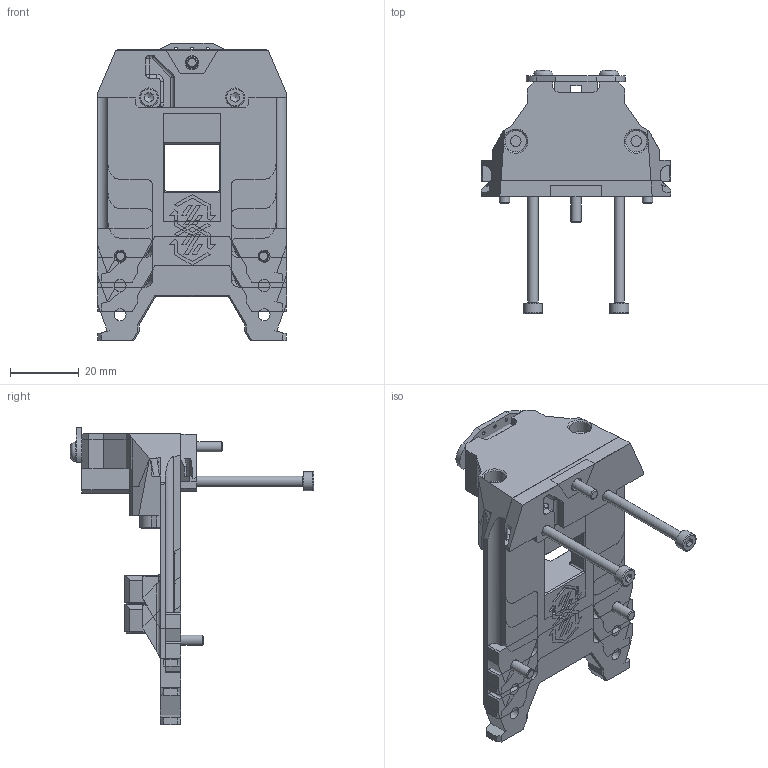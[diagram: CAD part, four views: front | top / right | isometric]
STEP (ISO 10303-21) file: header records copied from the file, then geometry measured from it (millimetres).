
FILE_DESCRIPTION(/* description */ ('','CAx-IF Rec.Pracs.---Representation and Presentation of Product Manufacturing Information (PMI)---4.0---2014-10-13'),/* implementation_level */ '2;1');
FILE_NAME(/* name */ 'Anthead.step',/* time_stamp */ '2025-03-03T12:47:18-07:00',/* author */ (''),/* organization */ (''),/* preprocessor_version */ 'ST-DEVELOPER v20',/* originating_system */ 'Autodesk Translation Framework v13.20.0.188',/* authorisation */ '');
FILE_SCHEMA (('AP242_MANAGED_MODEL_BASED_3D_ENGINEERING_MIM_LF { 1 0 10303 442 1 1 4 }'));
Products named in the file (23): Anthead SC V1.1R2; Hardware (2); Tap_Sensor; Board; Sensor; M3x6 BHCS (2); M3x6 FHCS (7) (1); M3x6 FHCS (7) (1) (1); Pins 4x12 Rounded; 3x6mm Magnet (1) (3) (2) (1); M3x40 SHCS (15) (1); M3 Threaded Insert (3); M3x12 BHCS (2) (1) (1); M3x10 BHCS (2) (1); Pins 4x12 Rounded (1); Pins 4x12 Rounded (2); Backplate; Anthead; SF; HF; UHF; Anthead_Spacer_Full; Anthead_Spacer
Assembly tree (26 placements, depth 4):
  Anthead SC V1.1R2
    Hardware (2)
      Tap_Sensor
        Board
        Sensor
        M3x6 BHCS (2)  x2
      M3x6 FHCS (7) (1)
      M3x6 FHCS (7) (1) (1)
      Pins 4x12 Rounded
      3x6mm Magnet (1) (3) (2) (1)
      M3x40 SHCS (15) (1)  x2
      M3x10 BHCS (2) (1)  x2
      M3 Threaded Insert (3)  x2
      M3x12 BHCS (2) (1) (1)
      Pins 4x12 Rounded (1)
      Pins 4x12 Rounded (2)
    Backplate
      Anthead
        SF
        HF
        UHF
      Anthead_Spacer_Full
      Anthead_Spacer
Bounding box: 54.98 x 70.63 x 86.26 mm (x, y, z)
Volume: 91935.7 mm3; surface area: 49224.8 mm2
Topology: 24 solids, 25 shells, 1713 faces, 4534 edges, 2956 vertices
Faces by surface type: plane 1104, cylinder 338, bspline 178, cone 76, torus 9, sphere 8
Full cylindrical faces by diameter (mm): 0.87 x5, 1 x3, 1.8 x3, 2 x3, 2.8 x12, 2.9 x2, 3 x21, 3.1 x9, 3.2 x4, 3.4 x4, 3.5 x6, 4 x5, 4.1 x2, 4.25 x4, 4.7 x6, 5.5 x2, 5.54 x2, 5.7 x5, 6 x1, 6.1 x3, 6.2 x12, 6.3 x9
Entity records: 53295 total; most frequent: CARTESIAN_POINT 14401, ORIENTED_EDGE 8126, DIRECTION 7588, EDGE_CURVE 4063, LINE 3006, VECTOR 3006, VERTEX_POINT 2642, AXIS2_PLACEMENT_3D 2291
